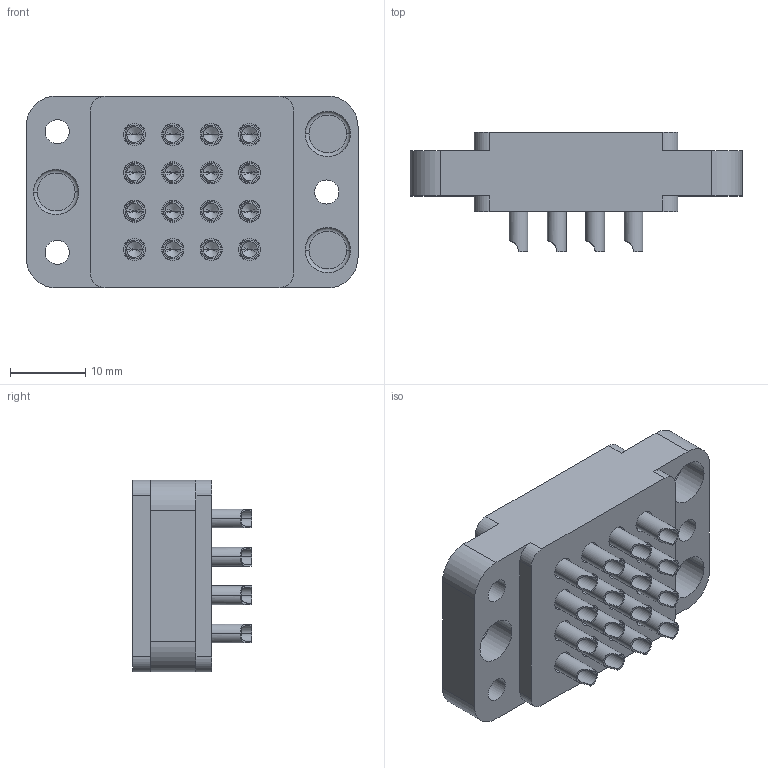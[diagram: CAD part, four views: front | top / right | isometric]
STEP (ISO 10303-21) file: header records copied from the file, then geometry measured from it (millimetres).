
FILE_DESCRIPTION((''),'2;1');
FILE_NAME('00150036102','2019-12-04T',('presta_be4'),(''),'CREO PARAMETRIC BY PTC INC, 2018360','CREO PARAMETRIC BY PTC INC, 2018360','');
FILE_SCHEMA(('CONFIG_CONTROL_DESIGN'));
Products named in the file (1): 00150036102
Bounding box: 44 x 15.85 x 25.4 mm (x, y, z)
Volume: 8756.4 mm3; surface area: 8422.7 mm2
Topology: 1 solids, 1 shells, 1461 faces, 3806 edges, 2418 vertices
Faces by surface type: plane 741, cylinder 330, cone 320, torus 70
Entity records: 54230 total; most frequent: CARTESIAN_POINT 19029, ORIENTED_EDGE 7484, DIRECTION 7112, EDGE_CURVE 3742, AXIS2_PLACEMENT_3D 2581, VERTEX_POINT 2418, VECTOR 1950, LINE 1950
